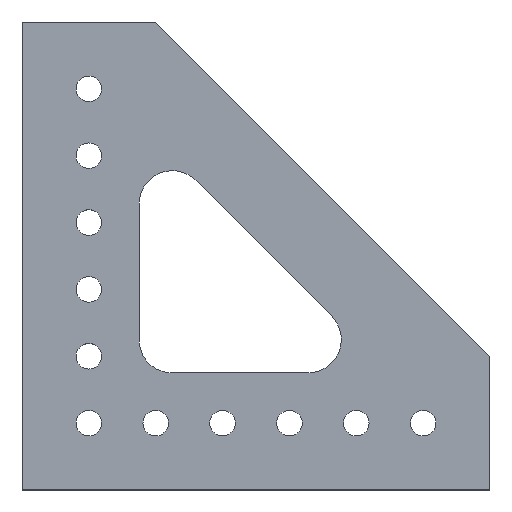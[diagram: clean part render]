
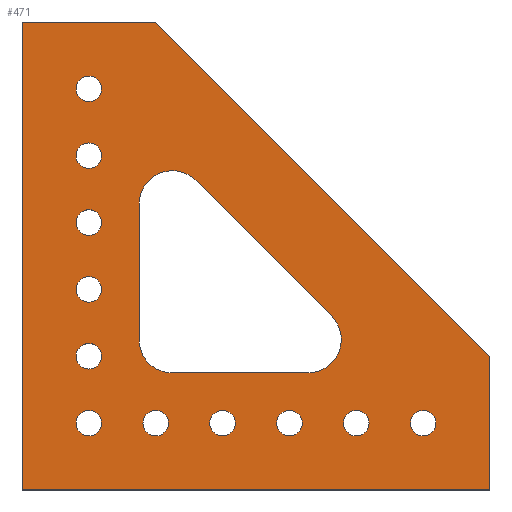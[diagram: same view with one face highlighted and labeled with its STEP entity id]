
A CAD part, top view. The second image highlights one B-rep face of the part: STEP entity #471.
In plain terms, the highlighted planar face has unit normal (0, 0, 1).
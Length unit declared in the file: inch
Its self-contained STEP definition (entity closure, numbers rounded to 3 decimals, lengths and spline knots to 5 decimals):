
#38=FACE_BOUND('',#163,.T.);
#39=FACE_BOUND('',#164,.T.);
#40=FACE_BOUND('',#165,.T.);
#41=FACE_BOUND('',#166,.T.);
#42=FACE_BOUND('',#167,.T.);
#43=FACE_BOUND('',#168,.T.);
#44=FACE_BOUND('',#169,.T.);
#45=FACE_BOUND('',#170,.T.);
#46=FACE_BOUND('',#171,.T.);
#47=FACE_BOUND('',#172,.T.);
#48=FACE_BOUND('',#173,.T.);
#49=FACE_BOUND('',#174,.T.);
#50=CIRCLE('',#494,0.25);
#52=CIRCLE('',#498,0.25);
#54=CIRCLE('',#502,0.25);
#57=CIRCLE('',#506,0.0955);
#59=CIRCLE('',#509,0.0955);
#61=CIRCLE('',#512,0.0955);
#63=CIRCLE('',#515,0.0955);
#65=CIRCLE('',#518,0.0955);
#67=CIRCLE('',#521,0.0955);
#69=CIRCLE('',#524,0.0955);
#71=CIRCLE('',#527,0.0955);
#73=CIRCLE('',#530,0.0955);
#75=CIRCLE('',#533,0.0955);
#77=CIRCLE('',#536,0.0955);
#115=FACE_OUTER_BOUND('',#162,.T.);
#162=EDGE_LOOP('',(#416,#417,#418,#419,#420));
#163=EDGE_LOOP('',(#421,#422,#423,#424,#425,#426));
#164=EDGE_LOOP('',(#427));
#165=EDGE_LOOP('',(#428));
#166=EDGE_LOOP('',(#429));
#167=EDGE_LOOP('',(#430));
#168=EDGE_LOOP('',(#431));
#169=EDGE_LOOP('',(#432));
#170=EDGE_LOOP('',(#433));
#171=EDGE_LOOP('',(#434));
#172=EDGE_LOOP('',(#435));
#173=EDGE_LOOP('',(#436));
#174=EDGE_LOOP('',(#437));
#175=LINE('',#681,#202);
#180=LINE('',#695,#207);
#184=LINE('',#707,#211);
#193=LINE('',#784,#220);
#195=LINE('',#788,#222);
#197=LINE('',#792,#224);
#199=LINE('',#796,#226);
#201=LINE('',#799,#228);
#202=VECTOR('',#548,0.3937);
#207=VECTOR('',#561,0.3937);
#211=VECTOR('',#573,0.3937);
#220=VECTOR('',#658,0.3937);
#222=VECTOR('',#662,0.3937);
#224=VECTOR('',#666,0.3937);
#226=VECTOR('',#670,0.3937);
#228=VECTOR('',#674,0.3937);
#229=VERTEX_POINT('',#679);
#230=VERTEX_POINT('',#680);
#233=VERTEX_POINT('',#688);
#235=VERTEX_POINT('',#694);
#237=VERTEX_POINT('',#700);
#239=VERTEX_POINT('',#706);
#242=VERTEX_POINT('',#717);
#244=VERTEX_POINT('',#722);
#246=VERTEX_POINT('',#727);
#248=VERTEX_POINT('',#732);
#250=VERTEX_POINT('',#737);
#252=VERTEX_POINT('',#742);
#254=VERTEX_POINT('',#747);
#256=VERTEX_POINT('',#752);
#258=VERTEX_POINT('',#757);
#260=VERTEX_POINT('',#762);
#262=VERTEX_POINT('',#767);
#268=VERTEX_POINT('',#781);
#269=VERTEX_POINT('',#783);
#270=VERTEX_POINT('',#787);
#271=VERTEX_POINT('',#791);
#272=VERTEX_POINT('',#795);
#273=EDGE_CURVE('',#229,#230,#175,.T.);
#277=EDGE_CURVE('',#230,#233,#50,.T.);
#280=EDGE_CURVE('',#233,#235,#180,.T.);
#283=EDGE_CURVE('',#235,#237,#52,.T.);
#286=EDGE_CURVE('',#237,#239,#184,.T.);
#289=EDGE_CURVE('',#239,#229,#54,.T.);
#292=EDGE_CURVE('',#242,#242,#57,.T.);
#294=EDGE_CURVE('',#244,#244,#59,.T.);
#296=EDGE_CURVE('',#246,#246,#61,.T.);
#298=EDGE_CURVE('',#248,#248,#63,.T.);
#300=EDGE_CURVE('',#250,#250,#65,.T.);
#302=EDGE_CURVE('',#252,#252,#67,.T.);
#304=EDGE_CURVE('',#254,#254,#69,.T.);
#306=EDGE_CURVE('',#256,#256,#71,.T.);
#308=EDGE_CURVE('',#258,#258,#73,.T.);
#310=EDGE_CURVE('',#260,#260,#75,.T.);
#312=EDGE_CURVE('',#262,#262,#77,.T.);
#319=EDGE_CURVE('',#269,#268,#193,.T.);
#321=EDGE_CURVE('',#270,#269,#195,.T.);
#323=EDGE_CURVE('',#271,#270,#197,.T.);
#325=EDGE_CURVE('',#272,#271,#199,.T.);
#327=EDGE_CURVE('',#268,#272,#201,.T.);
#416=ORIENTED_EDGE('',*,*,#327,.T.);
#417=ORIENTED_EDGE('',*,*,#325,.T.);
#418=ORIENTED_EDGE('',*,*,#323,.T.);
#419=ORIENTED_EDGE('',*,*,#321,.T.);
#420=ORIENTED_EDGE('',*,*,#319,.T.);
#421=ORIENTED_EDGE('',*,*,#283,.T.);
#422=ORIENTED_EDGE('',*,*,#286,.T.);
#423=ORIENTED_EDGE('',*,*,#289,.T.);
#424=ORIENTED_EDGE('',*,*,#273,.T.);
#425=ORIENTED_EDGE('',*,*,#277,.T.);
#426=ORIENTED_EDGE('',*,*,#280,.T.);
#427=ORIENTED_EDGE('',*,*,#292,.T.);
#428=ORIENTED_EDGE('',*,*,#294,.T.);
#429=ORIENTED_EDGE('',*,*,#296,.T.);
#430=ORIENTED_EDGE('',*,*,#298,.T.);
#431=ORIENTED_EDGE('',*,*,#300,.T.);
#432=ORIENTED_EDGE('',*,*,#302,.T.);
#433=ORIENTED_EDGE('',*,*,#304,.T.);
#434=ORIENTED_EDGE('',*,*,#306,.T.);
#435=ORIENTED_EDGE('',*,*,#308,.T.);
#436=ORIENTED_EDGE('',*,*,#310,.T.);
#437=ORIENTED_EDGE('',*,*,#312,.T.);
#447=PLANE('',#543);
#471=ADVANCED_FACE('',(#115,#38,#39,#40,#41,#42,#43,#44,#45,#46,#47,#48,
#49),#447,.T.);
#494=AXIS2_PLACEMENT_3D('',#689,#554,#555);
#498=AXIS2_PLACEMENT_3D('',#701,#566,#567);
#502=AXIS2_PLACEMENT_3D('',#712,#578,#579);
#506=AXIS2_PLACEMENT_3D('',#718,#586,#587);
#509=AXIS2_PLACEMENT_3D('',#723,#592,#593);
#512=AXIS2_PLACEMENT_3D('',#728,#598,#599);
#515=AXIS2_PLACEMENT_3D('',#733,#604,#605);
#518=AXIS2_PLACEMENT_3D('',#738,#610,#611);
#521=AXIS2_PLACEMENT_3D('',#743,#616,#617);
#524=AXIS2_PLACEMENT_3D('',#748,#622,#623);
#527=AXIS2_PLACEMENT_3D('',#753,#628,#629);
#530=AXIS2_PLACEMENT_3D('',#758,#634,#635);
#533=AXIS2_PLACEMENT_3D('',#763,#640,#641);
#536=AXIS2_PLACEMENT_3D('',#768,#646,#647);
#543=AXIS2_PLACEMENT_3D('',#800,#675,#676);
#548=DIRECTION('',(0.,1.,0.));
#554=DIRECTION('center_axis',(0.,0.,-1.));
#555=DIRECTION('ref_axis',(1.,0.,0.));
#561=DIRECTION('',(0.707,-0.707,0.));
#566=DIRECTION('center_axis',(0.,0.,-1.));
#567=DIRECTION('ref_axis',(-0.707,-0.707,0.));
#573=DIRECTION('',(-1.,0.,0.));
#578=DIRECTION('center_axis',(0.,0.,-1.));
#579=DIRECTION('ref_axis',(0.,1.,0.));
#586=DIRECTION('center_axis',(0.,0.,-1.));
#587=DIRECTION('ref_axis',(1.,0.,0.));
#592=DIRECTION('center_axis',(0.,0.,-1.));
#593=DIRECTION('ref_axis',(1.,0.,0.));
#598=DIRECTION('center_axis',(0.,0.,-1.));
#599=DIRECTION('ref_axis',(1.,0.,0.));
#604=DIRECTION('center_axis',(0.,0.,-1.));
#605=DIRECTION('ref_axis',(1.,0.,0.));
#610=DIRECTION('center_axis',(0.,0.,-1.));
#611=DIRECTION('ref_axis',(1.,0.,0.));
#616=DIRECTION('center_axis',(0.,0.,-1.));
#617=DIRECTION('ref_axis',(1.,0.,0.));
#622=DIRECTION('center_axis',(0.,0.,-1.));
#623=DIRECTION('ref_axis',(1.,0.,0.));
#628=DIRECTION('center_axis',(0.,0.,-1.));
#629=DIRECTION('ref_axis',(1.,0.,0.));
#634=DIRECTION('center_axis',(0.,0.,-1.));
#635=DIRECTION('ref_axis',(1.,0.,0.));
#640=DIRECTION('center_axis',(0.,0.,-1.));
#641=DIRECTION('ref_axis',(1.,0.,0.));
#646=DIRECTION('center_axis',(0.,0.,-1.));
#647=DIRECTION('ref_axis',(1.,0.,0.));
#658=DIRECTION('',(-1.,0.,0.));
#662=DIRECTION('',(-0.707,0.707,0.));
#666=DIRECTION('',(0.,1.,0.));
#670=DIRECTION('',(1.,0.,0.));
#674=DIRECTION('',(0.,-1.,0.));
#675=DIRECTION('center_axis',(0.,0.,1.));
#676=DIRECTION('ref_axis',(1.,0.,0.));
#679=CARTESIAN_POINT('',(0.875,1.125,0.04));
#680=CARTESIAN_POINT('',(0.875,2.13756,0.04));
#681=CARTESIAN_POINT('',(0.875,1.78993,0.04));
#688=CARTESIAN_POINT('',(1.30178,2.31434,0.04));
#689=CARTESIAN_POINT('Origin',(1.125,2.13756,0.04));
#694=CARTESIAN_POINT('',(2.31434,1.30178,0.04));
#695=CARTESIAN_POINT('',(2.0612,1.55492,0.04));
#700=CARTESIAN_POINT('',(2.13756,0.875,0.04));
#701=CARTESIAN_POINT('Origin',(2.13756,1.125,0.04));
#706=CARTESIAN_POINT('',(1.125,0.875,0.04));
#707=CARTESIAN_POINT('',(1.28365,0.875,0.04));
#712=CARTESIAN_POINT('Origin',(1.125,1.125,0.04));
#717=CARTESIAN_POINT('',(2.5955,0.5,0.04));
#718=CARTESIAN_POINT('Origin',(2.5,0.5,0.04));
#722=CARTESIAN_POINT('',(1.5955,0.5,0.04));
#723=CARTESIAN_POINT('Origin',(1.5,0.5,0.04));
#727=CARTESIAN_POINT('',(0.5955,3.,0.04));
#728=CARTESIAN_POINT('Origin',(0.5,3.,0.04));
#732=CARTESIAN_POINT('',(0.5955,2.,0.04));
#733=CARTESIAN_POINT('Origin',(0.5,2.,0.04));
#737=CARTESIAN_POINT('',(0.5955,1.,0.04));
#738=CARTESIAN_POINT('Origin',(0.5,1.,0.04));
#742=CARTESIAN_POINT('',(0.5955,0.5,0.04));
#743=CARTESIAN_POINT('Origin',(0.5,0.5,0.04));
#747=CARTESIAN_POINT('',(0.5955,1.5,0.04));
#748=CARTESIAN_POINT('Origin',(0.5,1.5,0.04));
#752=CARTESIAN_POINT('',(0.5955,2.5,0.04));
#753=CARTESIAN_POINT('Origin',(0.5,2.5,0.04));
#757=CARTESIAN_POINT('',(1.0955,0.5,0.04));
#758=CARTESIAN_POINT('Origin',(1.,0.5,0.04));
#762=CARTESIAN_POINT('',(2.0955,0.5,0.04));
#763=CARTESIAN_POINT('Origin',(2.,0.5,0.04));
#767=CARTESIAN_POINT('',(3.0955,0.5,0.04));
#768=CARTESIAN_POINT('Origin',(3.,0.5,0.04));
#781=CARTESIAN_POINT('',(0.,3.5,0.04));
#783=CARTESIAN_POINT('',(1.,3.5,0.04));
#784=CARTESIAN_POINT('',(0.,3.5,0.04));
#787=CARTESIAN_POINT('',(3.5,1.,0.04));
#788=CARTESIAN_POINT('',(1.,3.5,0.04));
#791=CARTESIAN_POINT('',(3.5,0.,0.04));
#792=CARTESIAN_POINT('',(3.5,1.,0.04));
#795=CARTESIAN_POINT('',(0.,0.,0.04));
#796=CARTESIAN_POINT('',(3.5,0.,0.04));
#799=CARTESIAN_POINT('',(0.,0.,0.04));
#800=CARTESIAN_POINT('Origin',(1.4423,1.4423,0.04));
